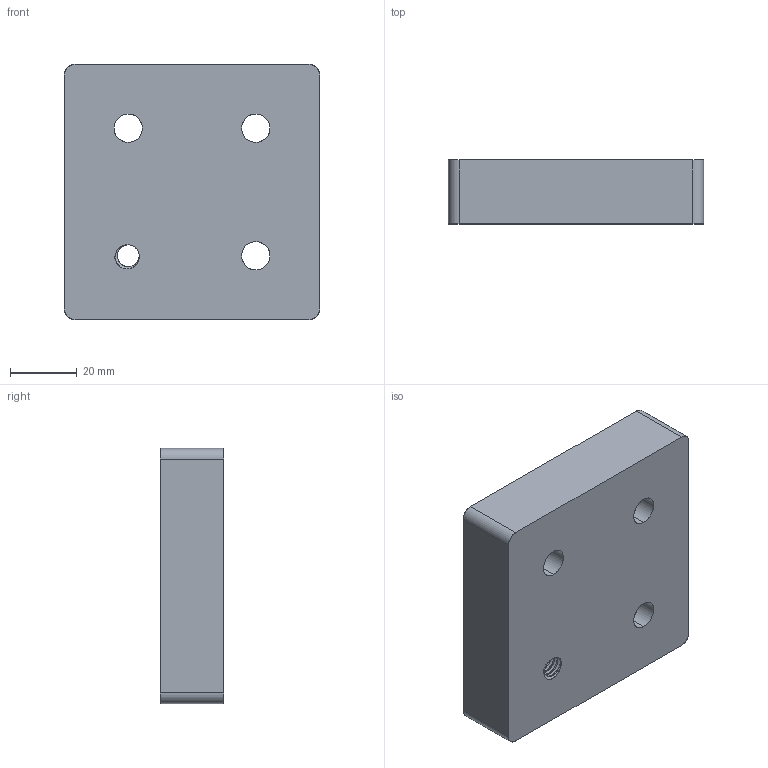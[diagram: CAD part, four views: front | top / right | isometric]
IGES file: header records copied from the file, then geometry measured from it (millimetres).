
Start section: SolidWorks IGES file using analytic representation for surfaces
Global section: file name: REVDELTA_PLT-BAS-D-0000X (XXXXXX); PLATE; BASE; LEVELLING FOOT; FOR CORNER;PLT-BAS-D-00001-100242.IGS; native system: SolidWorks 2019; preprocessor: SolidWorks 2019; author: Andrew; date: 251025.211624; units: inch
Bounding box: 76.2 x 19.05 x 76.2 mm (x, y, z)
Surface area: 19477.5 mm2 (no closed solid volume)
Topology: 0 solids, 0 shells, 57 faces, 1170 edges, 1170 vertices
Faces by surface type: revolution 44, bspline 13
